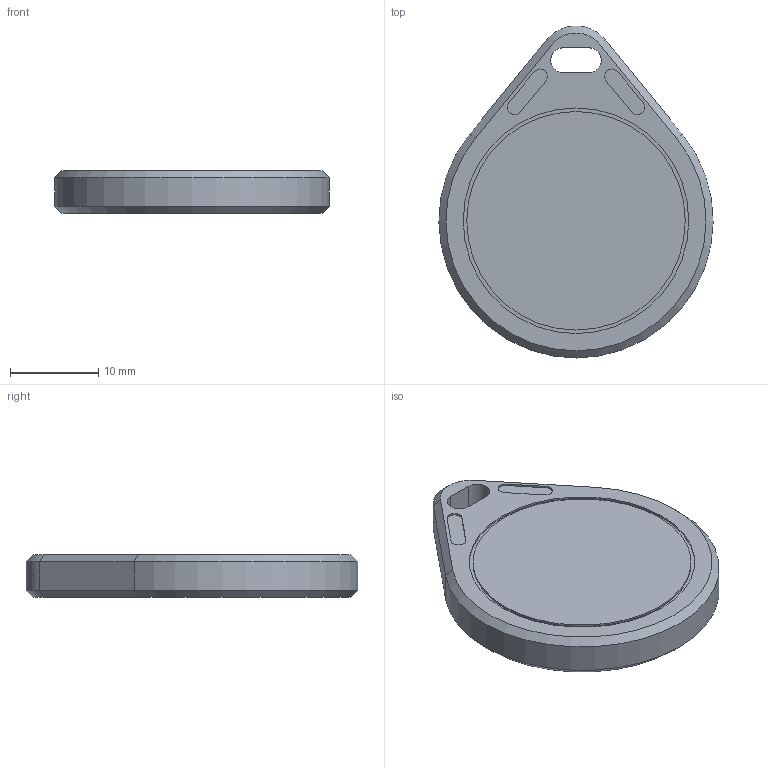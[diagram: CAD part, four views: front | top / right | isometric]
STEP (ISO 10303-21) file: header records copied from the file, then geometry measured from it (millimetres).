
FILE_DESCRIPTION(/* description */ (''),/* implementation_level */ '2;1');
FILE_NAME(/* name */ '9b61aec4-3288-4b6a-a47b-bfcc932d9a20.stp',/* time_stamp */ '2025-08-27T21:02:41Z',/* author */ (''),/* organization */ (''),/* preprocessor_version */ 'ST-DEVELOPER v20.1',/* originating_system */ 'Autodesk Translation Framework v14.17.0.0',/* authorisation */ '');
FILE_SCHEMA (('AUTOMOTIVE_DESIGN { 1 0 10303 214 3 1 1 }'));
Length unit declared in the file: centimetre
Products named in the file (1): collegeFob
Bounding box: 31 x 37.52 x 4.84 mm (x, y, z)
Volume: 3867.1 mm3; surface area: 2153 mm2
Topology: 1 solids, 1 shells, 42 faces, 94 edges, 60 vertices
Faces by surface type: plane 24, cylinder 14, cone 4
Full cylindrical faces by diameter (mm): 24.7 x1, 25.5 x1
Entity records: 1210 total; most frequent: DIRECTION 212, CARTESIAN_POINT 197, ORIENTED_EDGE 188, EDGE_CURVE 94, AXIS2_PLACEMENT_3D 75, LINE 62, VECTOR 62, VERTEX_POINT 60
